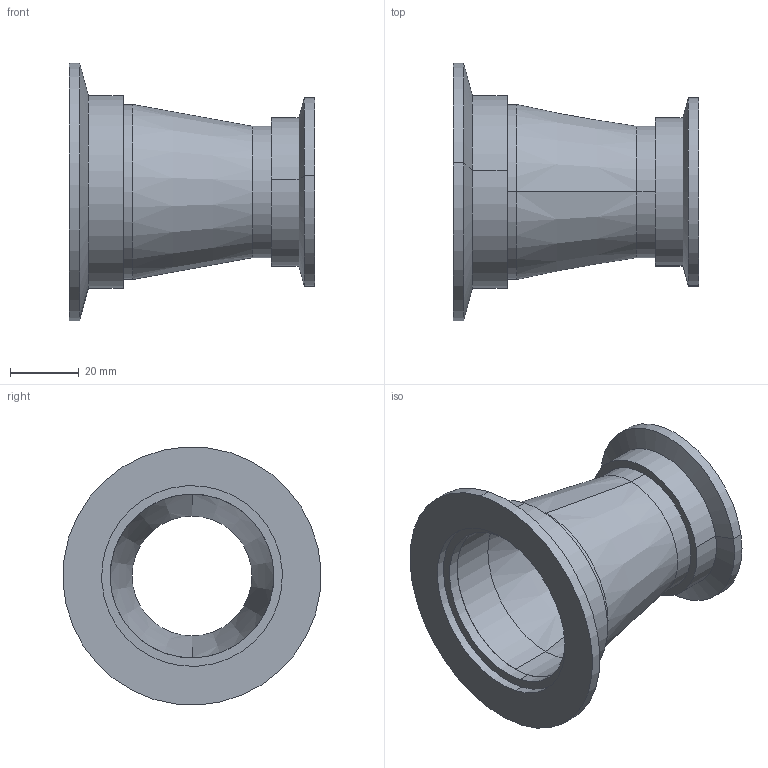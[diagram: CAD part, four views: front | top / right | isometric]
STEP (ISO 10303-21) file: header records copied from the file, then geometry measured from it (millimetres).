
FILE_DESCRIPTION (( 'STEP AP214' ), '1' );
FILE_NAME ('732009.STEP', '2024-01-01T10:12:13', ( '' ), ( '' ), 'SwSTEP 2.0', 'SolidWorks 2022', '' );
FILE_SCHEMA (( 'AUTOMOTIVE_DESIGN' ));
Length unit declared in the file: inch
Products named in the file (4): 713003; 402504; 713004; 732009
Assembly tree (3 placements, depth 2):
  732009
    402504
    713003
    713004
Bounding box: 71.35 x 74.83 x 74.83 mm (x, y, z)
Volume: 36228.5 mm3; surface area: 33150.2 mm2
Topology: 3 solids, 3 shells, 46 faces, 92 edges, 56 vertices
Faces by surface type: cylinder 28, plane 10, cone 8
Entity records: 1390 total; most frequent: DIRECTION 252, CARTESIAN_POINT 200, ORIENTED_EDGE 184, AXIS2_PLACEMENT_3D 108, EDGE_CURVE 92, CIRCLE 56, VERTEX_POINT 56, EDGE_LOOP 56
